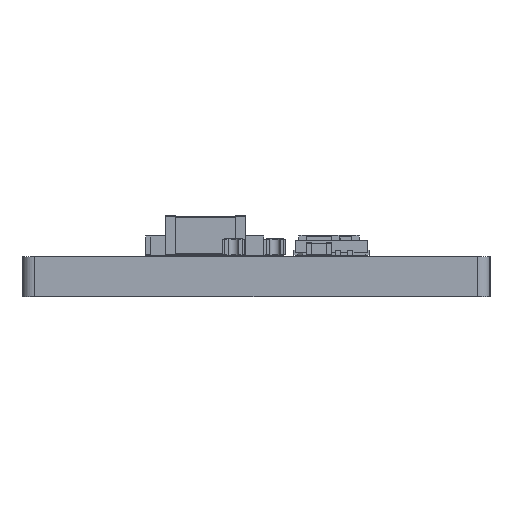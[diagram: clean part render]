
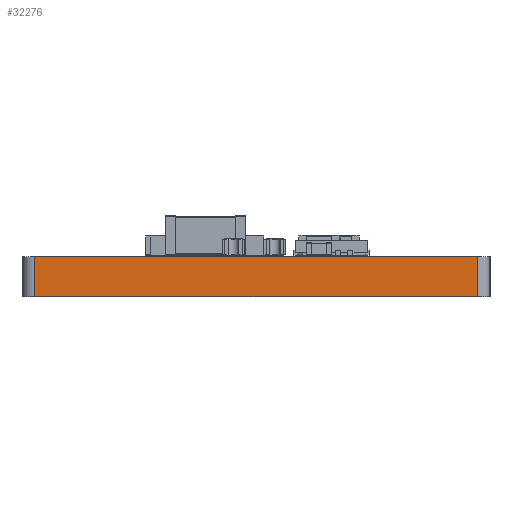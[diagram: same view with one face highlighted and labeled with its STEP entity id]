
A CAD part, front view. The second image highlights one B-rep face of the part: STEP entity #32276.
In plain terms, the highlighted planar face has unit normal (0, -1, 0).
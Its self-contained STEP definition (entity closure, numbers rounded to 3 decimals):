
#32158 = EDGE_CURVE('',#32159,#32161,#32163,.T.);
#32159 = VERTEX_POINT('',#32160);
#32160 = CARTESIAN_POINT('',(8.8,-17.871,0.));
#32161 = VERTEX_POINT('',#32162);
#32162 = CARTESIAN_POINT('',(8.8,-17.871,1.6));
#32163 = SURFACE_CURVE('',#32164,(#32168,#32180),.PCURVE_S1.);
#32164 = LINE('',#32165,#32166);
#32165 = CARTESIAN_POINT('',(8.8,-17.871,0.));
#32166 = VECTOR('',#32167,1.);
#32167 = DIRECTION('',(0.,0.,1.));
#32168 = PCURVE('',#32169,#32174);
#32169 = CYLINDRICAL_SURFACE('',#32170,0.5);
#32170 = AXIS2_PLACEMENT_3D('',#32171,#32172,#32173);
#32171 = CARTESIAN_POINT('',(8.8,-17.371,0.));
#32172 = DIRECTION('',(-0.,-0.,-1.));
#32173 = DIRECTION('',(1.,0.,-0.));
#32174 = DEFINITIONAL_REPRESENTATION('',(#32175),#32179);
#32175 = LINE('',#32176,#32177);
#32176 = CARTESIAN_POINT('',(-4.712,0.));
#32177 = VECTOR('',#32178,1.);
#32178 = DIRECTION('',(-0.,-1.));
#32179 = ( GEOMETRIC_REPRESENTATION_CONTEXT(2) 
PARAMETRIC_REPRESENTATION_CONTEXT() REPRESENTATION_CONTEXT('2D SPACE',''
  ) );
#32180 = PCURVE('',#32181,#32186);
#32181 = PLANE('',#32182);
#32182 = AXIS2_PLACEMENT_3D('',#32183,#32184,#32185);
#32183 = CARTESIAN_POINT('',(8.8,-17.871,0.));
#32184 = DIRECTION('',(0.,-1.,0.));
#32185 = DIRECTION('',(-1.,0.,0.));
#32186 = DEFINITIONAL_REPRESENTATION('',(#32187),#32191);
#32187 = LINE('',#32188,#32189);
#32188 = CARTESIAN_POINT('',(0.,0.));
#32189 = VECTOR('',#32190,1.);
#32190 = DIRECTION('',(0.,-1.));
#32191 = ( GEOMETRIC_REPRESENTATION_CONTEXT(2) 
PARAMETRIC_REPRESENTATION_CONTEXT() REPRESENTATION_CONTEXT('2D SPACE',''
  ) );
#32210 = PLANE('',#32211);
#32211 = AXIS2_PLACEMENT_3D('',#32212,#32213,#32214);
#32212 = CARTESIAN_POINT('',(0.,0.002,1.6));
#32213 = DIRECTION('',(0.,0.,1.));
#32214 = DIRECTION('',(1.,0.,-0.));
#32265 = PLANE('',#32266);
#32266 = AXIS2_PLACEMENT_3D('',#32267,#32268,#32269);
#32267 = CARTESIAN_POINT('',(0.,0.002,0.));
#32268 = DIRECTION('',(0.,0.,1.));
#32269 = DIRECTION('',(1.,0.,-0.));
#32276 = ADVANCED_FACE('',(#32277),#32181,.T.);
#32277 = FACE_BOUND('',#32278,.T.);
#32278 = EDGE_LOOP('',(#32279,#32280,#32303,#32331));
#32279 = ORIENTED_EDGE('',*,*,#32158,.T.);
#32280 = ORIENTED_EDGE('',*,*,#32281,.T.);
#32281 = EDGE_CURVE('',#32161,#32282,#32284,.T.);
#32282 = VERTEX_POINT('',#32283);
#32283 = CARTESIAN_POINT('',(-8.8,-17.875,1.6));
#32284 = SURFACE_CURVE('',#32285,(#32289,#32296),.PCURVE_S1.);
#32285 = LINE('',#32286,#32287);
#32286 = CARTESIAN_POINT('',(8.8,-17.871,1.6));
#32287 = VECTOR('',#32288,1.);
#32288 = DIRECTION('',(-1.,0.,0.));
#32289 = PCURVE('',#32181,#32290);
#32290 = DEFINITIONAL_REPRESENTATION('',(#32291),#32295);
#32291 = LINE('',#32292,#32293);
#32292 = CARTESIAN_POINT('',(0.,-1.6));
#32293 = VECTOR('',#32294,1.);
#32294 = DIRECTION('',(1.,0.));
#32295 = ( GEOMETRIC_REPRESENTATION_CONTEXT(2) 
PARAMETRIC_REPRESENTATION_CONTEXT() REPRESENTATION_CONTEXT('2D SPACE',''
  ) );
#32296 = PCURVE('',#32210,#32297);
#32297 = DEFINITIONAL_REPRESENTATION('',(#32298),#32302);
#32298 = LINE('',#32299,#32300);
#32299 = CARTESIAN_POINT('',(8.8,-17.873));
#32300 = VECTOR('',#32301,1.);
#32301 = DIRECTION('',(-1.,0.));
#32302 = ( GEOMETRIC_REPRESENTATION_CONTEXT(2) 
PARAMETRIC_REPRESENTATION_CONTEXT() REPRESENTATION_CONTEXT('2D SPACE',''
  ) );
#32303 = ORIENTED_EDGE('',*,*,#32304,.F.);
#32304 = EDGE_CURVE('',#32305,#32282,#32307,.T.);
#32305 = VERTEX_POINT('',#32306);
#32306 = CARTESIAN_POINT('',(-8.8,-17.875,0.));
#32307 = SURFACE_CURVE('',#32308,(#32312,#32319),.PCURVE_S1.);
#32308 = LINE('',#32309,#32310);
#32309 = CARTESIAN_POINT('',(-8.8,-17.875,0.));
#32310 = VECTOR('',#32311,1.);
#32311 = DIRECTION('',(0.,0.,1.));
#32312 = PCURVE('',#32181,#32313);
#32313 = DEFINITIONAL_REPRESENTATION('',(#32314),#32318);
#32314 = LINE('',#32315,#32316);
#32315 = CARTESIAN_POINT('',(17.6,0.));
#32316 = VECTOR('',#32317,1.);
#32317 = DIRECTION('',(0.,-1.));
#32318 = ( GEOMETRIC_REPRESENTATION_CONTEXT(2) 
PARAMETRIC_REPRESENTATION_CONTEXT() REPRESENTATION_CONTEXT('2D SPACE',''
  ) );
#32319 = PCURVE('',#32320,#32325);
#32320 = CYLINDRICAL_SURFACE('',#32321,0.5);
#32321 = AXIS2_PLACEMENT_3D('',#32322,#32323,#32324);
#32322 = CARTESIAN_POINT('',(-8.8,-17.371,0.));
#32323 = DIRECTION('',(-0.,-0.,-1.));
#32324 = DIRECTION('',(1.,0.,-0.));
#32325 = DEFINITIONAL_REPRESENTATION('',(#32326),#32330);
#32326 = LINE('',#32327,#32328);
#32327 = CARTESIAN_POINT('',(-4.712,0.));
#32328 = VECTOR('',#32329,1.);
#32329 = DIRECTION('',(-0.,-1.));
#32330 = ( GEOMETRIC_REPRESENTATION_CONTEXT(2) 
PARAMETRIC_REPRESENTATION_CONTEXT() REPRESENTATION_CONTEXT('2D SPACE',''
  ) );
#32331 = ORIENTED_EDGE('',*,*,#32332,.F.);
#32332 = EDGE_CURVE('',#32159,#32305,#32333,.T.);
#32333 = SURFACE_CURVE('',#32334,(#32338,#32345),.PCURVE_S1.);
#32334 = LINE('',#32335,#32336);
#32335 = CARTESIAN_POINT('',(8.8,-17.871,0.));
#32336 = VECTOR('',#32337,1.);
#32337 = DIRECTION('',(-1.,0.,0.));
#32338 = PCURVE('',#32181,#32339);
#32339 = DEFINITIONAL_REPRESENTATION('',(#32340),#32344);
#32340 = LINE('',#32341,#32342);
#32341 = CARTESIAN_POINT('',(0.,0.));
#32342 = VECTOR('',#32343,1.);
#32343 = DIRECTION('',(1.,0.));
#32344 = ( GEOMETRIC_REPRESENTATION_CONTEXT(2) 
PARAMETRIC_REPRESENTATION_CONTEXT() REPRESENTATION_CONTEXT('2D SPACE',''
  ) );
#32345 = PCURVE('',#32265,#32346);
#32346 = DEFINITIONAL_REPRESENTATION('',(#32347),#32351);
#32347 = LINE('',#32348,#32349);
#32348 = CARTESIAN_POINT('',(8.8,-17.873));
#32349 = VECTOR('',#32350,1.);
#32350 = DIRECTION('',(-1.,0.));
#32351 = ( GEOMETRIC_REPRESENTATION_CONTEXT(2) 
PARAMETRIC_REPRESENTATION_CONTEXT() REPRESENTATION_CONTEXT('2D SPACE',''
  ) );
